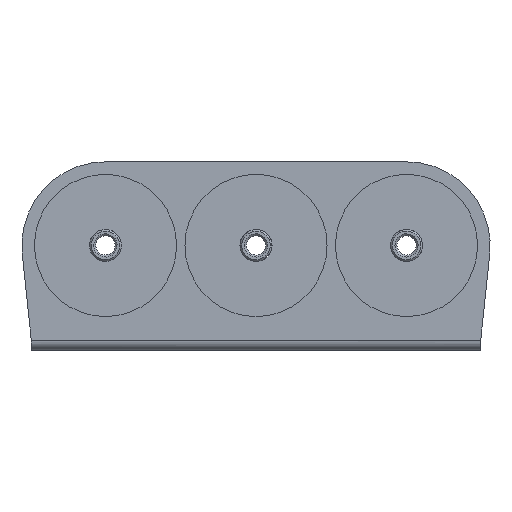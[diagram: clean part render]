
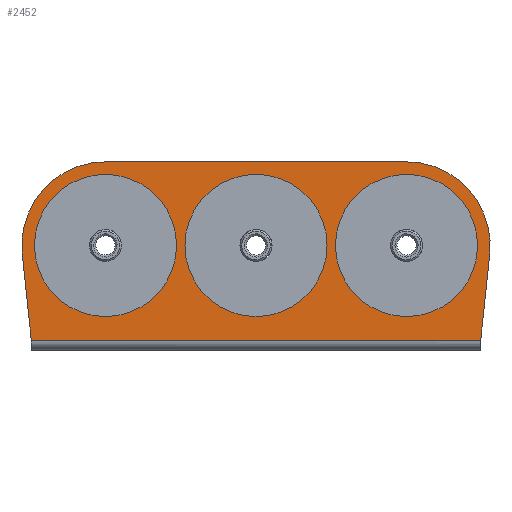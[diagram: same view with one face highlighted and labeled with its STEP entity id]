
A CAD part, front view. The second image highlights one B-rep face of the part: STEP entity #2452.
In plain terms, the highlighted planar face has unit normal (0, -1, 0).
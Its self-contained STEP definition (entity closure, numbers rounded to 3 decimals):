
#93=FACE_BOUND('',#635,.T.);
#94=FACE_BOUND('',#636,.T.);
#95=FACE_BOUND('',#637,.T.);
#282=CIRCLE('',#2689,50.);
#284=CIRCLE('',#2693,50.);
#286=CIRCLE('',#2696,42.5);
#288=CIRCLE('',#2699,42.5);
#290=CIRCLE('',#2702,42.5);
#346=PLANE('',#2703);
#466=FACE_OUTER_BOUND('',#634,.T.);
#634=EDGE_LOOP('',(#2232,#2233,#2234,#2235,#2236,#2237));
#635=EDGE_LOOP('',(#2238));
#636=EDGE_LOOP('',(#2239));
#637=EDGE_LOOP('',(#2240));
#681=LINE('',#3690,#861);
#837=LINE('',#5252,#1017);
#841=LINE('',#5262,#1021);
#843=LINE('',#5285,#1023);
#861=VECTOR('',#2772,268.709);
#1017=VECTOR('',#3324,180.);
#1021=VECTOR('',#3336,51.688);
#1023=VECTOR('',#3364,51.688);
#1066=VERTEX_POINT('',#3549);
#1074=VERTEX_POINT('',#3664);
#1253=VERTEX_POINT('',#5249);
#1254=VERTEX_POINT('',#5251);
#1256=VERTEX_POINT('',#5257);
#1258=VERTEX_POINT('',#5266);
#1260=VERTEX_POINT('',#5272);
#1262=VERTEX_POINT('',#5277);
#1264=VERTEX_POINT('',#5282);
#1309=EDGE_CURVE('',#1074,#1066,#681,.T.);
#1583=EDGE_CURVE('',#1253,#1254,#837,.T.);
#1586=EDGE_CURVE('',#1254,#1256,#282,.T.);
#1589=EDGE_CURVE('',#1256,#1066,#841,.T.);
#1592=EDGE_CURVE('',#1258,#1253,#284,.T.);
#1594=EDGE_CURVE('',#1260,#1260,#286,.T.);
#1596=EDGE_CURVE('',#1262,#1262,#288,.T.);
#1598=EDGE_CURVE('',#1264,#1264,#290,.T.);
#1599=EDGE_CURVE('',#1074,#1258,#843,.T.);
#2232=ORIENTED_EDGE('',*,*,#1309,.T.);
#2233=ORIENTED_EDGE('',*,*,#1589,.F.);
#2234=ORIENTED_EDGE('',*,*,#1586,.F.);
#2235=ORIENTED_EDGE('',*,*,#1583,.F.);
#2236=ORIENTED_EDGE('',*,*,#1592,.F.);
#2237=ORIENTED_EDGE('',*,*,#1599,.F.);
#2238=ORIENTED_EDGE('',*,*,#1594,.T.);
#2239=ORIENTED_EDGE('',*,*,#1596,.T.);
#2240=ORIENTED_EDGE('',*,*,#1598,.T.);
#2452=ADVANCED_FACE('',(#466,#93,#94,#95),#346,.F.);
#2689=AXIS2_PLACEMENT_3D('',#5258,#3330,#3331);
#2693=AXIS2_PLACEMENT_3D('',#5268,#3342,#3343);
#2696=AXIS2_PLACEMENT_3D('',#5273,#3348,#3349);
#2699=AXIS2_PLACEMENT_3D('',#5278,#3354,#3355);
#2702=AXIS2_PLACEMENT_3D('',#5283,#3360,#3361);
#2703=AXIS2_PLACEMENT_3D('',#5284,#3362,#3363);
#2772=DIRECTION('',(1.,0.,0.));
#3324=DIRECTION('',(1.,0.,0.));
#3330=DIRECTION('center_axis',(0.,1.,0.));
#3331=DIRECTION('ref_axis',(0.,0.,
1.));
#3336=DIRECTION('',(-0.104,0.,-0.995));
#3342=DIRECTION('center_axis',(0.,1.,0.));
#3343=DIRECTION('ref_axis',(-0.995,0.,-0.104));
#3348=DIRECTION('center_axis',(0.,1.,0.));
#3349=DIRECTION('ref_axis',(-1.,0.,0.));
#3354=DIRECTION('center_axis',(0.,1.,0.));
#3355=DIRECTION('ref_axis',(-1.,0.,0.));
#3360=DIRECTION('center_axis',(0.,1.,0.));
#3361=DIRECTION('ref_axis',(-1.,0.,0.));
#3362=DIRECTION('center_axis',(0.,1.,0.));
#3363=DIRECTION('ref_axis',(1.,0.,0.));
#3364=DIRECTION('',(-0.104,0.,0.995));
#3549=CARTESIAN_POINT('',(134.355,107.393,6.));
#3664=CARTESIAN_POINT('',(-134.355,107.393,6.));
#3690=CARTESIAN_POINT('',(-67.177,107.393,6.));
#5249=CARTESIAN_POINT('',(-90.,107.393,112.607));
#5251=CARTESIAN_POINT('',(90.,107.393,112.607));
#5252=CARTESIAN_POINT('',(-90.,107.393,112.607));
#5257=CARTESIAN_POINT('',(139.729,107.393,57.408));
#5258=CARTESIAN_POINT('Origin',(90.,107.393,62.607));
#5262=CARTESIAN_POINT('',(139.729,107.393,57.408));
#5266=CARTESIAN_POINT('',(-139.729,107.393,57.408));
#5268=CARTESIAN_POINT('Origin',(-90.,107.393,62.607));
#5272=CARTESIAN_POINT('',(-47.5,107.393,62.607));
#5273=CARTESIAN_POINT('Origin',(-90.,107.393,62.607));
#5277=CARTESIAN_POINT('',(42.5,107.393,62.607));
#5278=CARTESIAN_POINT('Origin',(0.,107.393,
62.607));
#5282=CARTESIAN_POINT('',(132.5,107.393,62.607));
#5283=CARTESIAN_POINT('Origin',(90.,107.393,62.607));
#5284=CARTESIAN_POINT('Origin',(0.,107.393,
-61.871));
#5285=CARTESIAN_POINT('',(-134.,107.393,2.607));
